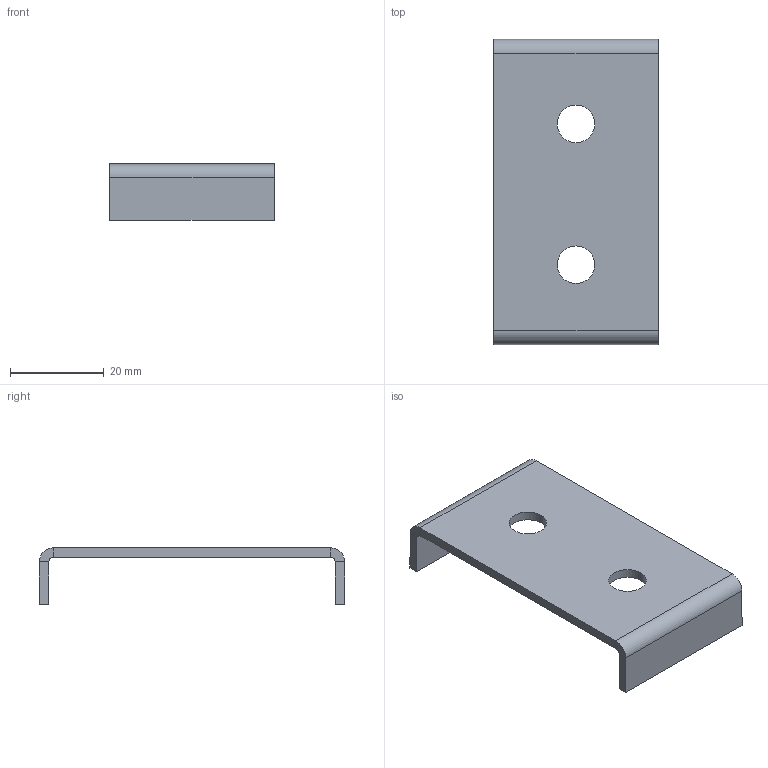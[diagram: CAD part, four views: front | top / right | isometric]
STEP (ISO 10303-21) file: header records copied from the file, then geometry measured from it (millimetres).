
FILE_DESCRIPTION (( 'STEP AP203' ), '1' );
FILE_NAME ('Spacer.STEP', '2020-07-28T15:43:19', ( 'USER' ), ( '' ), 'SwSTEP 2.0', 'SolidWorks 2012', '' );
FILE_SCHEMA (( 'CONFIG_CONTROL_DESIGN' ));
Length unit declared in the file: millimetre
Products named in the file (1): Spacer
Bounding box: 35 x 65 x 12 mm (x, y, z)
Volume: 5628.8 mm3; surface area: 6202.4 mm2
Topology: 1 solids, 1 shells, 26 faces, 56 edges, 32 vertices
Faces by surface type: plane 18, cylinder 8
Entity records: 773 total; most frequent: DIRECTION 126, CARTESIAN_POINT 115, ORIENTED_EDGE 112, EDGE_CURVE 56, AXIS2_PLACEMENT_3D 43, VECTOR 40, LINE 40, VERTEX_POINT 32
